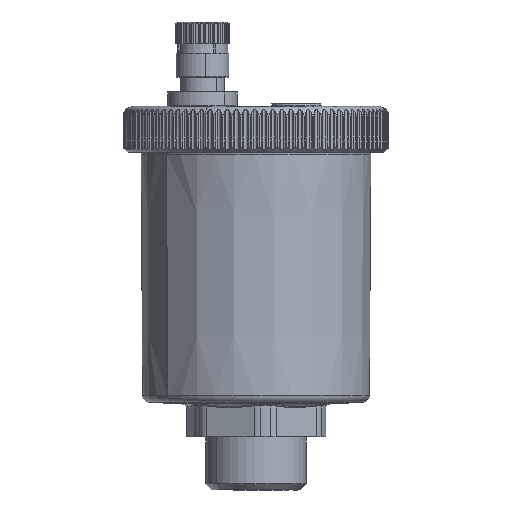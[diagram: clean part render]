
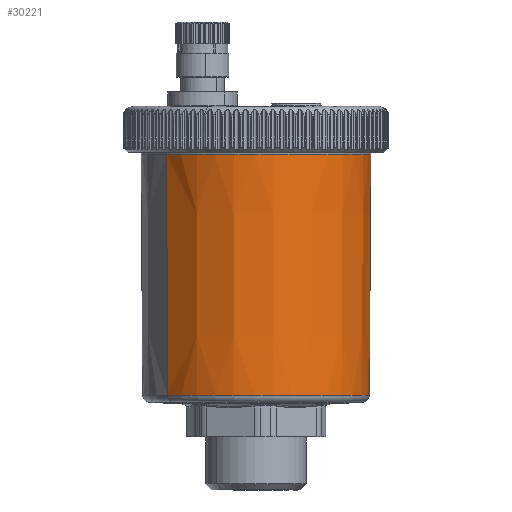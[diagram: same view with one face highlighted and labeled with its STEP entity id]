
A CAD part, front view. The second image highlights one B-rep face of the part: STEP entity #30221.
In plain terms, the highlighted conical face has half-angle 0.333 degrees and reference radius 23.5 mm.
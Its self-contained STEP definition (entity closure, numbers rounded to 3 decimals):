
#29041=CARTESIAN_POINT('Vertex',(18.307,-127.869,-125.584)) ;
#29044=CARTESIAN_POINT('Axis2P3D Location',(0.,-142.616,-125.584)) ;
#29048=CARTESIAN_POINT('Vertex',(-18.307,-157.363,-125.584)) ;
#30191=CARTESIAN_POINT('Axis2P3D Location',(0.,-142.616,-127.)) ;
#30196=CARTESIAN_POINT('Line Origine',(-18.418,-157.452,-101.16)) ;
#30200=CARTESIAN_POINT('Vertex',(-18.533,-157.545,-75.608)) ;
#30203=CARTESIAN_POINT('Line Origine',(18.418,-127.78,-101.16)) ;
#30207=CARTESIAN_POINT('Vertex',(18.533,-127.687,-75.608)) ;
#30210=CARTESIAN_POINT('Axis2P3D Location',(0.,-142.616,-75.608)) ;
#29045=DIRECTION('Axis2P3D Direction',(0.,0.,1.)) ;
#30192=DIRECTION('Axis2P3D Direction',(0.,0.,1.)) ;
#30193=DIRECTION('Axis2P3D XDirection',(-0.779,-0.627,0.)) ;
#30197=DIRECTION('Vector Direction',(-0.005,-0.004,1.)) ;
#30204=DIRECTION('Vector Direction',(0.005,0.004,1.)) ;
#30211=DIRECTION('Axis2P3D Direction',(0.,0.,1.)) ;
#29046=AXIS2_PLACEMENT_3D('Circle Axis2P3D',#29044,#29045,$) ;
#30194=AXIS2_PLACEMENT_3D('Cone Axis2P3D',#30191,#30192,#30193) ;
#30212=AXIS2_PLACEMENT_3D('Circle Axis2P3D',#30210,#30211,$) ;
#30216=ORIENTED_EDGE('',*,*,#30202,.T.) ;
#30217=ORIENTED_EDGE('',*,*,#29050,.F.) ;
#30218=ORIENTED_EDGE('',*,*,#30209,.F.) ;
#30219=ORIENTED_EDGE('',*,*,#30214,.F.) ;
#30198=VECTOR('Line Direction',#30197,1.) ;
#30205=VECTOR('Line Direction',#30204,1.) ;
#30221=ADVANCED_FACE('PartBody',(#30220),#30195,.T.) ;
#29047=CIRCLE('generated circle',#29046,23.508) ;
#30213=CIRCLE('generated circle',#30212,23.798) ;
#30195=CONICAL_SURFACE('Cone',#30194,23.5,0.006) ;
#29050=EDGE_CURVE('',#29042,#29049,#29047,.F.) ;
#30202=EDGE_CURVE('',#30201,#29049,#30199,.F.) ;
#30209=EDGE_CURVE('',#30208,#29042,#30206,.F.) ;
#30214=EDGE_CURVE('',#30201,#30208,#30213,.T.) ;
#30215=EDGE_LOOP('',(#30216,#30217,#30218,#30219)) ;
#30220=FACE_OUTER_BOUND('',#30215,.T.) ;
#30199=LINE('Line',#30196,#30198) ;
#30206=LINE('Line',#30203,#30205) ;
#29042=VERTEX_POINT('',#29041) ;
#29049=VERTEX_POINT('',#29048) ;
#30201=VERTEX_POINT('',#30200) ;
#30208=VERTEX_POINT('',#30207) ;
